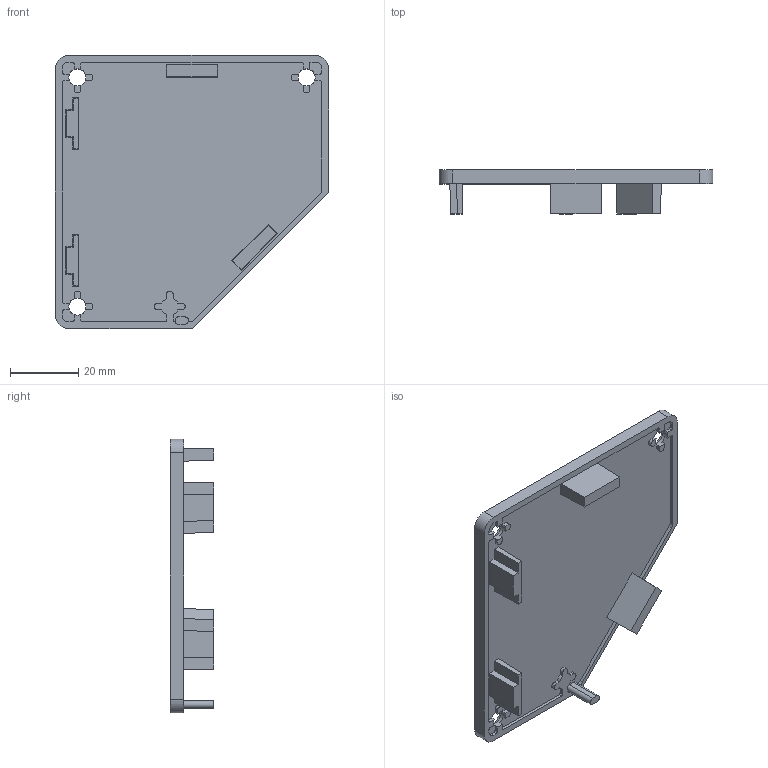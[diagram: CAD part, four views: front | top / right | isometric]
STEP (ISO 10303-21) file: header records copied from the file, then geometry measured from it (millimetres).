
FILE_DESCRIPTION(('FreeCAD Model'),'2;1');
FILE_NAME('Open CASCADE Shape Model','2024-04-03T10:56:15',(''),(''), 'Open CASCADE STEP processor 7.6','FreeCAD','Unknown');
FILE_SCHEMA(('AUTOMOTIVE_DESIGN { 1 0 10303 214 1 1 1 1 }'));
Length unit declared in the file: millimetre
Products named in the file (1): STI8-EG8045L
Bounding box: 80 x 12.8 x 80 mm (x, y, z)
Volume: 18856 mm3; surface area: 14333.3 mm2
Topology: 1 solids, 1 shells, 140 faces, 399 edges, 266 vertices
Faces by surface type: plane 96, cylinder 44
Full cylindrical faces by diameter (mm): 5 x3, 9 x3
Entity records: 9792 total; most frequent: CARTESIAN_POINT 1610, DIRECTION 1587, LINE 963, VECTOR 963, ORIENTED_EDGE 798, PCURVE 798, DEFINITIONAL_REPRESENTATION 798, EDGE_CURVE 399
